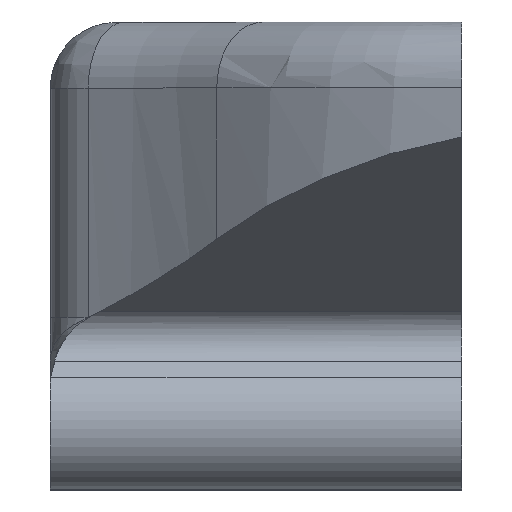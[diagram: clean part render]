
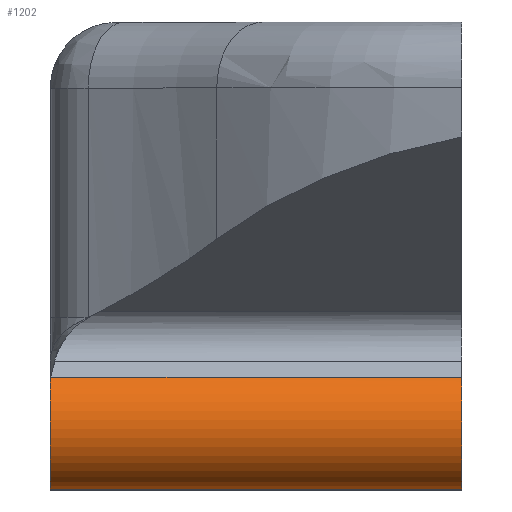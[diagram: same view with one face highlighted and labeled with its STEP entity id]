
A CAD part, top view. The second image highlights one B-rep face of the part: STEP entity #1202.
In plain terms, the highlighted free-form (B-spline) face has degree [2, 1] with [5, 2] control points.
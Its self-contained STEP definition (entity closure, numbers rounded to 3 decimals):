
#48=(
BOUNDED_SURFACE()
B_SPLINE_SURFACE(2,1,((#2609,#2610),(#2611,#2612),(#2613,#2614),(#2615,
#2616),(#2617,#2618)),.UNSPECIFIED.,.F.,.F.,.F.)
B_SPLINE_SURFACE_WITH_KNOTS((3,2,3),(2,2),(-0.814,0.252,
1.318),(0.,3.),.UNSPECIFIED.)
GEOMETRIC_REPRESENTATION_ITEM()
RATIONAL_B_SPLINE_SURFACE(((1.,1.),(0.861,0.861),
(1.,1.),(0.861,0.861),(1.,1.)))
REPRESENTATION_ITEM('')
SURFACE()
);
#67=ELLIPSE('',#1270,4.02,4.);
#101=ELLIPSE('',#1338,4.02,4.);
#193=FACE_OUTER_BOUND('',#262,.T.);
#262=EDGE_LOOP('',(#1117,#1118,#1119,#1120,#1121));
#372=LINE('',#2584,#456);
#375=LINE('',#2619,#459);
#456=VECTOR('',#1658,10.);
#459=VECTOR('',#1669,10.);
#469=B_SPLINE_CURVE_WITH_KNOTS('',3,(#2011,#2012,#2013,#2014,#2015,#2016,
#2017),.UNSPECIFIED.,.F.,.F.,(4,3,4),(0.,0.028,0.056),
 .UNSPECIFIED.);
#530=VERTEX_POINT('',#1987);
#531=VERTEX_POINT('',#2000);
#548=VERTEX_POINT('',#2059);
#589=VERTEX_POINT('',#2582);
#591=VERTEX_POINT('',#2606);
#662=EDGE_CURVE('',#531,#530,#469,.T.);
#680=EDGE_CURVE('',#548,#531,#67,.T.);
#763=EDGE_CURVE('',#589,#548,#372,.T.);
#768=EDGE_CURVE('',#589,#591,#101,.T.);
#769=EDGE_CURVE('',#591,#530,#375,.T.);
#1117=ORIENTED_EDGE('',*,*,#662,.F.);
#1118=ORIENTED_EDGE('',*,*,#680,.F.);
#1119=ORIENTED_EDGE('',*,*,#763,.F.);
#1120=ORIENTED_EDGE('',*,*,#768,.T.);
#1121=ORIENTED_EDGE('',*,*,#769,.T.);
#1202=ADVANCED_FACE('',(#193),#48,.T.);
#1270=AXIS2_PLACEMENT_3D('',#2061,#1487,#1488);
#1338=AXIS2_PLACEMENT_3D('',#2608,#1667,#1668);
#1487=DIRECTION('center_axis',(-1.,0.,0.));
#1488=DIRECTION('ref_axis',(0.,0.,
1.));
#1658=DIRECTION('',(-1.,0.,0.));
#1667=DIRECTION('center_axis',(-1.,0.,0.));
#1668=DIRECTION('ref_axis',(0.,0.,
-1.));
#1669=DIRECTION('',(-1.,0.,0.));
#1987=CARTESIAN_POINT('',(-51.976,3.409,17.862));
#2000=CARTESIAN_POINT('',(-52.,2.997,18.244));
#2011=CARTESIAN_POINT('Ctrl Pts',(-52.,2.997,18.244));
#2012=CARTESIAN_POINT('Ctrl Pts',(-52.,3.07,18.185));
#2013=CARTESIAN_POINT('Ctrl Pts',(-51.998,3.142,18.123));
#2014=CARTESIAN_POINT('Ctrl Pts',(-51.994,3.212,18.059));
#2015=CARTESIAN_POINT('Ctrl Pts',(-51.99,3.28,17.995));
#2016=CARTESIAN_POINT('Ctrl Pts',(-51.984,3.346,17.93));
#2017=CARTESIAN_POINT('Ctrl Pts',(-51.976,3.409,17.862));
#2059=CARTESIAN_POINT('',(-52.,-3.373,16.108));
#2061=CARTESIAN_POINT('Origin',(-52.,0.5,15.103));
#2582=CARTESIAN_POINT('',(-27.,-3.373,16.108));
#2584=CARTESIAN_POINT('',(-47.,-3.373,16.108));
#2606=CARTESIAN_POINT('',(-27.,3.409,17.862));
#2608=CARTESIAN_POINT('Origin',(-27.,0.5,15.103));
#2609=CARTESIAN_POINT('Ctrl Pts',(-52.,3.409,17.862));
#2610=CARTESIAN_POINT('Ctrl Pts',(-22.,3.409,17.862));
#2611=CARTESIAN_POINT('Ctrl Pts',(-52.,1.789,19.588));
#2612=CARTESIAN_POINT('Ctrl Pts',(-22.,1.789,19.588));
#2613=CARTESIAN_POINT('Ctrl Pts',(-52.,-0.497,
18.996));
#2614=CARTESIAN_POINT('Ctrl Pts',(-22.,-0.497,
18.996));
#2615=CARTESIAN_POINT('Ctrl Pts',(-52.,-2.783,18.405));
#2616=CARTESIAN_POINT('Ctrl Pts',(-22.,-2.783,18.405));
#2617=CARTESIAN_POINT('Ctrl Pts',(-52.,-3.373,16.108));
#2618=CARTESIAN_POINT('Ctrl Pts',(-22.,-3.373,16.108));
#2619=CARTESIAN_POINT('',(-47.,3.409,17.862));
